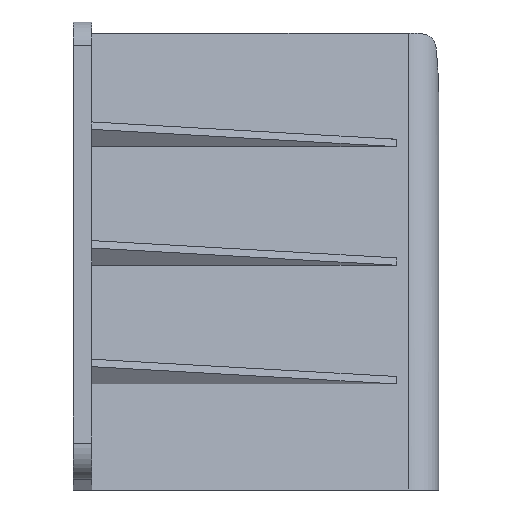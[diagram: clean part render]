
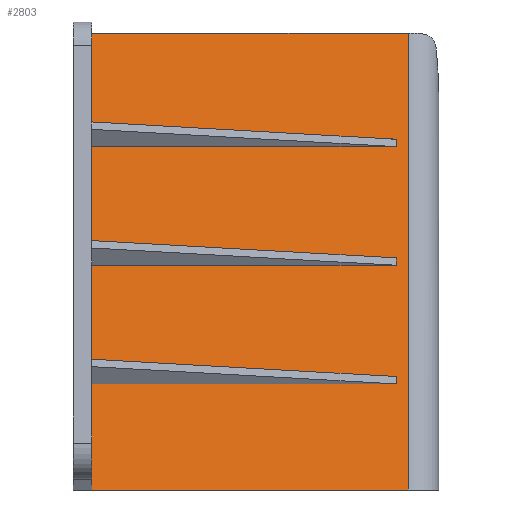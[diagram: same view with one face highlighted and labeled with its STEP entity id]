
A CAD part, front view. The second image highlights one B-rep face of the part: STEP entity #2803.
In plain terms, the highlighted planar face has unit normal (0, -0.974, 0.227).
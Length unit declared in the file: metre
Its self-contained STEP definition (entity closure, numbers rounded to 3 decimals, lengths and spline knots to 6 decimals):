
#305=ORIENTED_EDGE('',*,*,#1167,.T.);
#306=ORIENTED_EDGE('',*,*,#1168,.T.);
#307=ORIENTED_EDGE('',*,*,#1169,.T.);
#308=ORIENTED_EDGE('',*,*,#1170,.T.);
#309=ORIENTED_EDGE('',*,*,#1171,.T.);
#310=ORIENTED_EDGE('',*,*,#1172,.F.);
#311=ORIENTED_EDGE('',*,*,#1173,.T.);
#312=ORIENTED_EDGE('',*,*,#1174,.T.);
#313=ORIENTED_EDGE('',*,*,#1175,.T.);
#314=ORIENTED_EDGE('',*,*,#1176,.F.);
#315=ORIENTED_EDGE('',*,*,#1177,.T.);
#316=ORIENTED_EDGE('',*,*,#1178,.T.);
#317=ORIENTED_EDGE('',*,*,#1179,.T.);
#318=ORIENTED_EDGE('',*,*,#1180,.F.);
#319=ORIENTED_EDGE('',*,*,#1181,.T.);
#320=ORIENTED_EDGE('',*,*,#1182,.F.);
#1167=EDGE_CURVE('',#1598,#1599,#1866,.F.);
#1168=EDGE_CURVE('',#1599,#1600,#1867,.T.);
#1169=EDGE_CURVE('',#1600,#1601,#1868,.T.);
#1170=EDGE_CURVE('',#1601,#1602,#1869,.T.);
#1171=EDGE_CURVE('',#1602,#1603,#1870,.T.);
#1172=EDGE_CURVE('',#1604,#1603,#1871,.T.);
#1173=EDGE_CURVE('',#1604,#1605,#1872,.T.);
#1174=EDGE_CURVE('',#1605,#1606,#1873,.T.);
#1175=EDGE_CURVE('',#1606,#1607,#1874,.T.);
#1176=EDGE_CURVE('',#1608,#1607,#1875,.T.);
#1177=EDGE_CURVE('',#1608,#1609,#1876,.T.);
#1178=EDGE_CURVE('',#1609,#1610,#1877,.T.);
#1179=EDGE_CURVE('',#1610,#1611,#1878,.T.);
#1180=EDGE_CURVE('',#1612,#1611,#1879,.T.);
#1181=EDGE_CURVE('',#1612,#1613,#1880,.T.);
#1182=EDGE_CURVE('',#1598,#1613,#1881,.T.);
#1598=VERTEX_POINT('',#4228);
#1599=VERTEX_POINT('',#4229);
#1600=VERTEX_POINT('',#4231);
#1601=VERTEX_POINT('',#4233);
#1602=VERTEX_POINT('',#4235);
#1603=VERTEX_POINT('',#4237);
#1604=VERTEX_POINT('',#4239);
#1605=VERTEX_POINT('',#4241);
#1606=VERTEX_POINT('',#4243);
#1607=VERTEX_POINT('',#4245);
#1608=VERTEX_POINT('',#4247);
#1609=VERTEX_POINT('',#4249);
#1610=VERTEX_POINT('',#4251);
#1611=VERTEX_POINT('',#4253);
#1612=VERTEX_POINT('',#4255);
#1613=VERTEX_POINT('',#4257);
#1866=LINE('',#4227,#2109);
#1867=LINE('',#4230,#2110);
#1868=LINE('',#4232,#2111);
#1869=LINE('',#4234,#2112);
#1870=LINE('',#4236,#2113);
#1871=LINE('',#4238,#2114);
#1872=LINE('',#4240,#2115);
#1873=LINE('',#4242,#2116);
#1874=LINE('',#4244,#2117);
#1875=LINE('',#4246,#2118);
#1876=LINE('',#4248,#2119);
#1877=LINE('',#4250,#2120);
#1878=LINE('',#4252,#2121);
#1879=LINE('',#4254,#2122);
#1880=LINE('',#4256,#2123);
#1881=LINE('',#4258,#2124);
#2109=VECTOR('',#3324,1.);
#2110=VECTOR('',#3325,1.);
#2111=VECTOR('',#3326,1.);
#2112=VECTOR('',#3327,1.);
#2113=VECTOR('',#3328,1.);
#2114=VECTOR('',#3329,1.);
#2115=VECTOR('',#3330,1.);
#2116=VECTOR('',#3331,1.);
#2117=VECTOR('',#3332,1.);
#2118=VECTOR('',#3333,1.);
#2119=VECTOR('',#3334,1.);
#2120=VECTOR('',#3335,1.);
#2121=VECTOR('',#3336,1.);
#2122=VECTOR('',#3337,1.);
#2123=VECTOR('',#3338,1.);
#2124=VECTOR('',#3339,1.);
#2352=EDGE_LOOP('',(#305,#306,#307,#308,#309,#310,#311,#312,#313,#314,#315,
#316,#317,#318,#319,#320));
#2543=FACE_BOUND('',#2352,.T.);
#2734=PLANE('',#2990);
#2803=ADVANCED_FACE('',(#2543),#2734,.T.);
#2990=AXIS2_PLACEMENT_3D('',#4226,#3322,#3323);
#3322=DIRECTION('',(0.,-0.974,0.227));
#3323=DIRECTION('',(1.,0.,0.));
#3324=DIRECTION('',(0.,-0.227,-0.974));
#3325=DIRECTION('',(-1.,0.,0.));
#3326=DIRECTION('',(0.,-0.227,-0.974));
#3327=DIRECTION('',(1.,0.,0.));
#3328=DIRECTION('',(0.,-0.227,-0.974));
#3329=DIRECTION('',(1.,0.,0.));
#3330=DIRECTION('',(0.,-0.227,-0.974));
#3331=DIRECTION('',(1.,0.,0.));
#3332=DIRECTION('',(0.,-0.227,-0.974));
#3333=DIRECTION('',(1.,0.,0.));
#3334=DIRECTION('',(0.,-0.227,-0.974));
#3335=DIRECTION('',(1.,0.,0.));
#3336=DIRECTION('',(0.,-0.227,-0.974));
#3337=DIRECTION('',(1.,0.,0.));
#3338=DIRECTION('',(0.,-0.227,-0.974));
#3339=DIRECTION('',(-1.,0.,0.));
#4226=CARTESIAN_POINT('',(0.,-0.04,-0.075));
#4227=CARTESIAN_POINT('',(0.04,-0.04,-0.075));
#4228=CARTESIAN_POINT('',(0.04,-0.04,-0.075));
#4229=CARTESIAN_POINT('',(0.04,-0.005007,0.074969));
#4230=CARTESIAN_POINT('',(-0.012,-0.005007,0.074969));
#4231=CARTESIAN_POINT('',(-0.064,-0.005007,0.074969));
#4232=CARTESIAN_POINT('',(-0.064,-0.0225,0.));
#4233=CARTESIAN_POINT('',(-0.064,-0.013127,0.040171));
#4234=CARTESIAN_POINT('',(0.016957,-0.013127,0.040171));
#4235=CARTESIAN_POINT('',(0.036,-0.013127,0.040171));
#4236=CARTESIAN_POINT('',(0.036,-0.013411,0.038954));
#4237=CARTESIAN_POINT('',(0.036,-0.013695,0.037736));
#4238=CARTESIAN_POINT('',(0.016957,-0.013695,0.037736));
#4239=CARTESIAN_POINT('',(-0.064,-0.013695,0.037736));
#4240=CARTESIAN_POINT('',(-0.064,-0.0225,0.));
#4241=CARTESIAN_POINT('',(-0.064,-0.022216,0.001217));
#4242=CARTESIAN_POINT('',(0.016957,-0.022216,0.001217));
#4243=CARTESIAN_POINT('',(0.036,-0.022216,0.001217));
#4244=CARTESIAN_POINT('',(0.036,-0.0225,0.));
#4245=CARTESIAN_POINT('',(0.036,-0.022784,-0.001217));
#4246=CARTESIAN_POINT('',(0.016957,-0.022784,-0.001217));
#4247=CARTESIAN_POINT('',(-0.064,-0.022784,-0.001217));
#4248=CARTESIAN_POINT('',(-0.064,-0.0225,0.));
#4249=CARTESIAN_POINT('',(-0.064,-0.031305,-0.037736));
#4250=CARTESIAN_POINT('',(0.016957,-0.031305,-0.037736));
#4251=CARTESIAN_POINT('',(0.036,-0.031305,-0.037736));
#4252=CARTESIAN_POINT('',(0.036,-0.031589,-0.038954));
#4253=CARTESIAN_POINT('',(0.036,-0.031873,-0.040171));
#4254=CARTESIAN_POINT('',(0.016957,-0.031873,-0.040171));
#4255=CARTESIAN_POINT('',(-0.064,-0.031873,-0.040171));
#4256=CARTESIAN_POINT('',(-0.064,-0.0225,0.));
#4257=CARTESIAN_POINT('',(-0.064,-0.04,-0.075));
#4258=CARTESIAN_POINT('',(0.,-0.04,-0.075));
